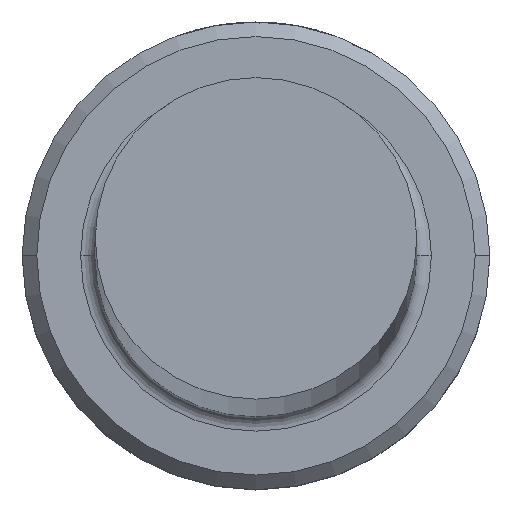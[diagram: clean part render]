
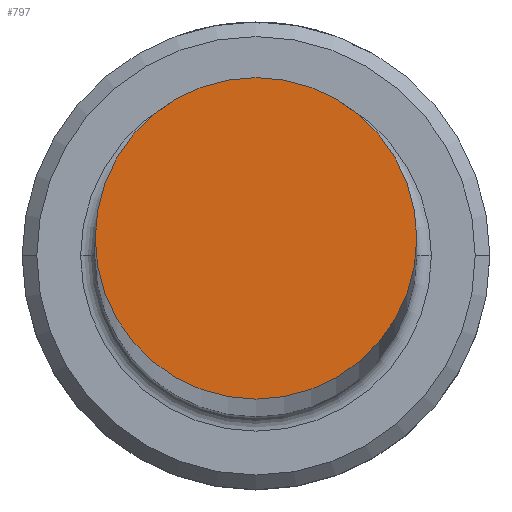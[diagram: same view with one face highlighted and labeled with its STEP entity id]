
A CAD part, top view. The second image highlights one B-rep face of the part: STEP entity #797.
In plain terms, the highlighted planar face has unit normal (0, 0, 1).
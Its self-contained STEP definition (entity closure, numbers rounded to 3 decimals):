
#49 = AXIS2_PLACEMENT_3D ( 'NONE', #770, #212, #856 ) ;
#97 = CARTESIAN_POINT ( 'NONE',  ( 0., 0., 350. ) ) ;
#160 = CARTESIAN_POINT ( 'NONE',  ( 0., 0., 350. ) ) ;
#186 = AXIS2_PLACEMENT_3D ( 'NONE', #97, #754, #195 ) ;
#195 = DIRECTION ( 'NONE',  ( 1., 0., 0. ) ) ;
#212 = DIRECTION ( 'NONE',  ( 0., 0., 1. ) ) ;
#225 = VERTEX_POINT ( 'NONE', #1198 ) ;
#514 = ORIENTED_EDGE ( 'NONE', *, *, #542, .T. ) ;
#535 = PLANE ( 'NONE',  #556 ) ;
#542 = EDGE_CURVE ( 'NONE', #607, #225, #932, .T. ) ;
#556 = AXIS2_PLACEMENT_3D ( 'NONE', #160, #1159, #628 ) ;
#601 = ORIENTED_EDGE ( 'NONE', *, *, #621, .T. ) ;
#607 = VERTEX_POINT ( 'NONE', #1029 ) ;
#621 = EDGE_CURVE ( 'NONE', #225, #607, #845, .T. ) ;
#628 = DIRECTION ( 'NONE',  ( 1., 0., 0. ) ) ;
#754 = DIRECTION ( 'NONE',  ( 0., 0., 1. ) ) ;
#770 = CARTESIAN_POINT ( 'NONE',  ( 0., 0., 350. ) ) ;
#797 = ADVANCED_FACE ( 'NONE', ( #951 ), #535, .T. ) ;
#808 = EDGE_LOOP ( 'NONE', ( #601, #514 ) ) ;
#845 = CIRCLE ( 'NONE', #49, 5.5 ) ;
#856 = DIRECTION ( 'NONE',  ( 1., 0., 0. ) ) ;
#932 = CIRCLE ( 'NONE', #186, 5.5 ) ;
#951 = FACE_OUTER_BOUND ( 'NONE', #808, .T. ) ;
#1029 = CARTESIAN_POINT ( 'NONE',  ( 5.5, 0., 350. ) ) ;
#1159 = DIRECTION ( 'NONE',  ( 0., 0., 1. ) ) ;
#1198 = CARTESIAN_POINT ( 'NONE',  ( -5.5, 0., 350. ) ) ;
